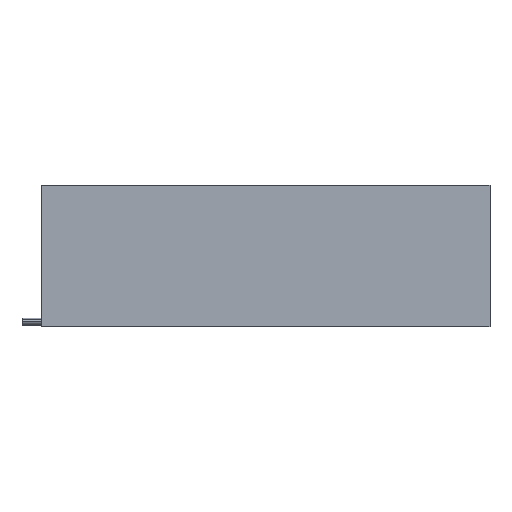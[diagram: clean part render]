
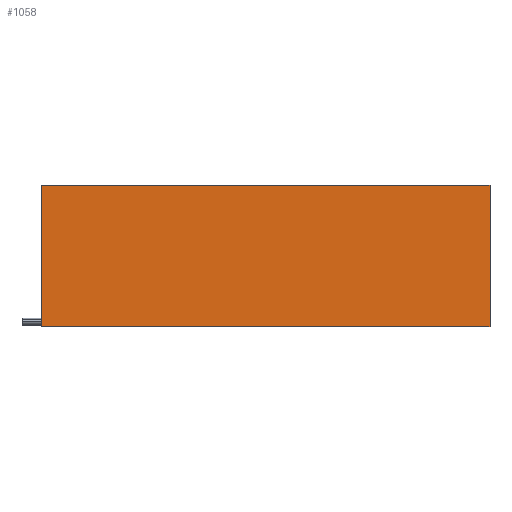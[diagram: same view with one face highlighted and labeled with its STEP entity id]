
A CAD part, top view. The second image highlights one B-rep face of the part: STEP entity #1058.
In plain terms, the highlighted planar face has unit normal (0, 0, 1).
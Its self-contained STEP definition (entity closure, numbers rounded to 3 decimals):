
#182 = ORIENTED_EDGE ( 'NONE', *, *, #12758, .T. ) ;
#399 = LINE ( 'NONE', #8328, #946 ) ;
#775 = PLANE ( 'NONE',  #9680 ) ;
#796 = LINE ( 'NONE', #12698, #1596 ) ;
#841 = VERTEX_POINT ( 'NONE', #10268 ) ;
#946 = VECTOR ( 'NONE', #5469, 1000. ) ;
#1058 = ADVANCED_FACE ( 'NONE', ( #3896 ), #775, .T. ) ;
#1596 = VECTOR ( 'NONE', #7887, 1000. ) ;
#2982 = VERTEX_POINT ( 'NONE', #10181 ) ;
#3069 = LINE ( 'NONE', #8264, #5485 ) ;
#3229 = EDGE_CURVE ( 'NONE', #8985, #841, #3069, .T. ) ;
#3349 = ORIENTED_EDGE ( 'NONE', *, *, #3229, .T. ) ;
#3764 = DIRECTION ( 'NONE',  ( 0., 0., 1. ) ) ;
#3896 = FACE_OUTER_BOUND ( 'NONE', #12749, .T. ) ;
#4018 = ORIENTED_EDGE ( 'NONE', *, *, #9822, .T. ) ;
#5469 = DIRECTION ( 'NONE',  ( 1., 0., 0. ) ) ;
#5485 = VECTOR ( 'NONE', #8137, 1000. ) ;
#6026 = CARTESIAN_POINT ( 'NONE',  ( 350., 110.5, 49.3 ) ) ;
#7478 = VECTOR ( 'NONE', #10167, 1000. ) ;
#7887 = DIRECTION ( 'NONE',  ( 0., -1., 0. ) ) ;
#7963 = CARTESIAN_POINT ( 'NONE',  ( -350., -110.5, 49.3 ) ) ;
#8137 = DIRECTION ( 'NONE',  ( -1., 0., 0. ) ) ;
#8202 = EDGE_CURVE ( 'NONE', #2982, #8985, #9914, .T. ) ;
#8264 = CARTESIAN_POINT ( 'NONE',  ( -350., 110.5, 49.3 ) ) ;
#8328 = CARTESIAN_POINT ( 'NONE',  ( -350., -110.5, 49.3 ) ) ;
#8985 = VERTEX_POINT ( 'NONE', #10844 ) ;
#9671 = DIRECTION ( 'NONE',  ( 1., 0., 0. ) ) ;
#9680 = AXIS2_PLACEMENT_3D ( 'NONE', #11899, #3764, #9671 ) ;
#9822 = EDGE_CURVE ( 'NONE', #841, #10594, #796, .T. ) ;
#9914 = LINE ( 'NONE', #6026, #7478 ) ;
#10167 = DIRECTION ( 'NONE',  ( 0., 1., 0. ) ) ;
#10181 = CARTESIAN_POINT ( 'NONE',  ( 350., -110.5, 49.3 ) ) ;
#10268 = CARTESIAN_POINT ( 'NONE',  ( -350., 110.5, 49.3 ) ) ;
#10594 = VERTEX_POINT ( 'NONE', #7963 ) ;
#10844 = CARTESIAN_POINT ( 'NONE',  ( 350., 110.5, 49.3 ) ) ;
#11899 = CARTESIAN_POINT ( 'NONE',  ( 0., 0., 49.3 ) ) ;
#12698 = CARTESIAN_POINT ( 'NONE',  ( -350., 110.5, 49.3 ) ) ;
#12749 = EDGE_LOOP ( 'NONE', ( #12826, #3349, #4018, #182 ) ) ;
#12758 = EDGE_CURVE ( 'NONE', #10594, #2982, #399, .T. ) ;
#12826 = ORIENTED_EDGE ( 'NONE', *, *, #8202, .T. ) ;
